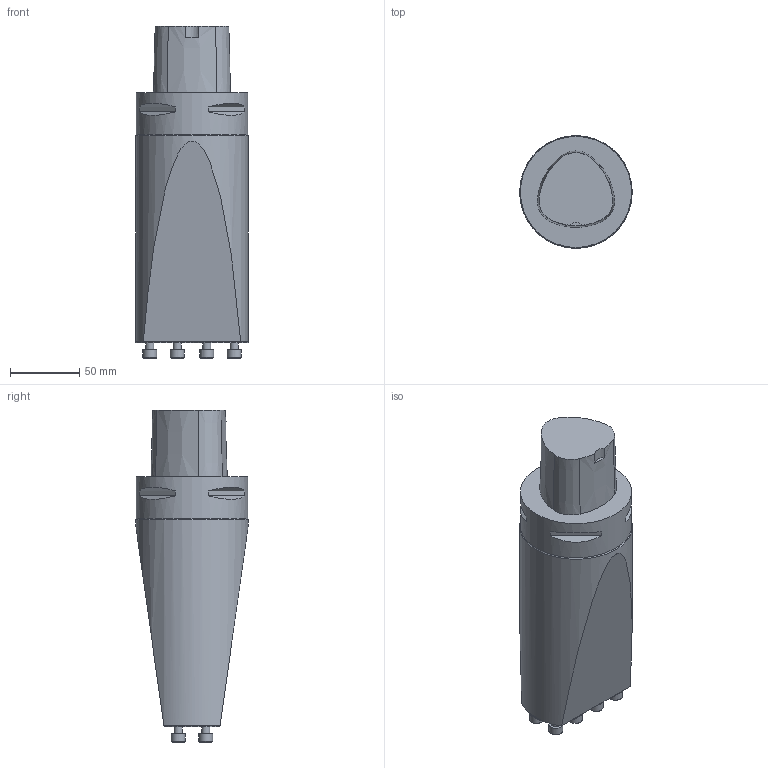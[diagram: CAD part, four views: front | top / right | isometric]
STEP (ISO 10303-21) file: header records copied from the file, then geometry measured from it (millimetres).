
FILE_DESCRIPTION(/* description */ (''),/* implementation_level */ '2;1');
FILE_NAME(/* name */ '1552912271939.stp',/* time_stamp */ '2019-03-18T13:31:26+01:00',/* author */ (''),/* organization */ ('SMS'),/* preprocessor_version */ 'ST-DEVELOPER v15',/* originating_system */ 'SIEMENS PLM Software NX 8.5',/* authorisation */ '');
FILE_SCHEMA (('AUTOMOTIVE_DESIGN { 1 0 10303 214 3 1 1 1 }'));
Length unit declared in the file: millimetre
Products named in the file (1): 112030706mod000_01
Bounding box: 81 x 81 x 239 mm (x, y, z)
Volume: 911914.5 mm3; surface area: 63833 mm2
Topology: 1 solids, 1 shells, 72 faces, 150 edges, 105 vertices
Faces by surface type: plane 36, cylinder 21, cone 14, torus 1
Full cylindrical faces by diameter (mm): 6 x8, 10 x8, 40 x2, 80 x1, 81 x1
Entity records: 1732 total; most frequent: DIRECTION 332, CARTESIAN_POINT 273, ORIENTED_EDGE 206, AXIS2_PLACEMENT_3D 154, EDGE_LOOP 122, EDGE_CURVE 103, FACE_BOUND 90, VERTEX_POINT 83
